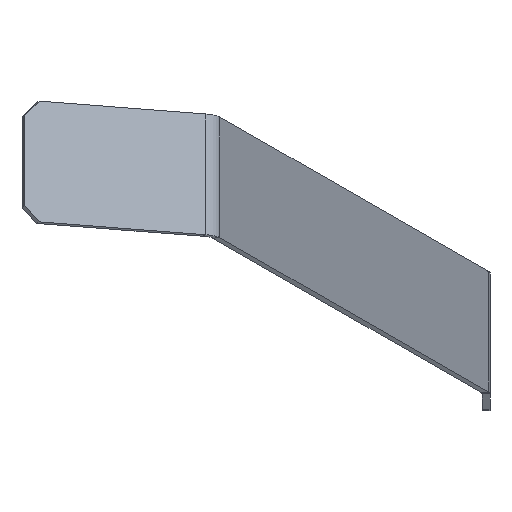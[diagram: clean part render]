
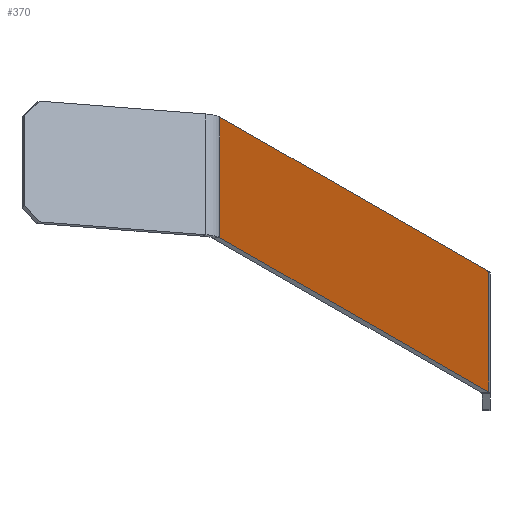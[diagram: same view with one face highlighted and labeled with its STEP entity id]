
A CAD part, top view. The second image highlights one B-rep face of the part: STEP entity #370.
In plain terms, the highlighted planar face has unit normal (0.938, 0.072, 0.338).
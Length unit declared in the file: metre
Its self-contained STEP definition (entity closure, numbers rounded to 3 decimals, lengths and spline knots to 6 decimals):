
#79=ORIENTED_EDGE('',*,*,#158,.F.);
#80=ORIENTED_EDGE('',*,*,#163,.F.);
#81=ORIENTED_EDGE('',*,*,#154,.T.);
#82=ORIENTED_EDGE('',*,*,#164,.T.);
#154=EDGE_CURVE('',#199,#197,#232,.T.);
#158=EDGE_CURVE('',#201,#203,#236,.T.);
#163=EDGE_CURVE('',#199,#201,#241,.T.);
#164=EDGE_CURVE('',#197,#203,#242,.F.);
#197=VERTEX_POINT('',#581);
#199=VERTEX_POINT('',#584);
#201=VERTEX_POINT('',#590);
#203=VERTEX_POINT('',#593);
#232=LINE('',#583,#272);
#236=LINE('',#592,#276);
#241=LINE('',#601,#281);
#242=LINE('',#602,#282);
#272=VECTOR('',#468,1.);
#276=VECTOR('',#474,1.);
#281=VECTOR('',#483,1.);
#282=VECTOR('',#484,1.);
#303=EDGE_LOOP('',(#79,#80,#81,#82));
#327=FACE_BOUND('',#303,.T.);
#351=PLANE('',#407);
#370=ADVANCED_FACE('',(#327),#351,.F.);
#407=AXIS2_PLACEMENT_3D('',#600,#481,#482);
#468=DIRECTION('',(0.346,-0.197,-0.917));
#474=DIRECTION('',(0.346,-0.197,-0.917));
#481=DIRECTION('',(-0.938,-0.073,-0.338));
#482=DIRECTION('',(0.339,0.,-0.941));
#483=DIRECTION('',(0.,0.978,-0.21));
#484=DIRECTION('',(0.,-0.978,0.21));
#581=CARTESIAN_POINT('',(0.102894,0.430853,-0.032183));
#583=CARTESIAN_POINT('',(0.075663,0.446372,0.04011));
#584=CARTESIAN_POINT('',(0.047644,0.462341,0.114495));
#590=CARTESIAN_POINT('',(0.047644,0.487175,0.109164));
#592=CARTESIAN_POINT('',(0.075663,0.471207,0.034778));
#593=CARTESIAN_POINT('',(0.102894,0.455687,-0.037514));
#600=CARTESIAN_POINT('',(0.075663,0.446372,0.04011));
#601=CARTESIAN_POINT('',(0.047644,0.462341,0.114495));
#602=CARTESIAN_POINT('',(0.102894,0.430853,-0.032183));
